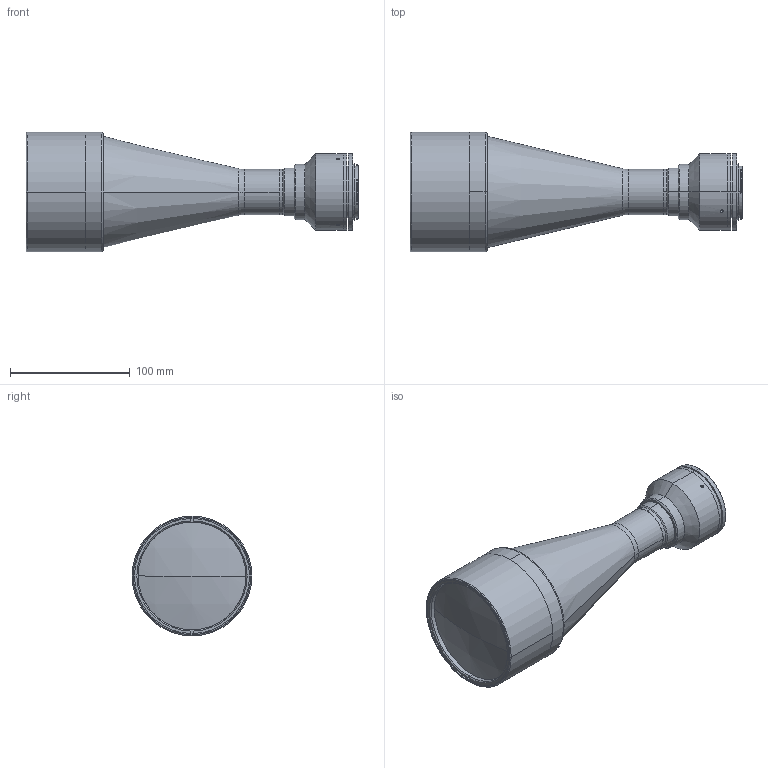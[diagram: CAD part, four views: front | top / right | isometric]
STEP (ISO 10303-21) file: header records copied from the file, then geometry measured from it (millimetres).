
FILE_DESCRIPTION (( 'STEP AP203' ), '1' );
FILE_NAME ('DP71436_TC4MHR064-F.step', '2021-10-05T09:44:31', ( '' ), ( '' ), 'SwSTEP 2.0', 'SolidWorks 2021', '' );
FILE_SCHEMA (( 'CONFIG_CONTROL_DESIGN' ));
Length unit declared in the file: millimetre
Products named in the file (1): DP71436_TC4MHR064-F
Bounding box: 277.16 x 100 x 100 mm (x, y, z)
Surface area: 93027.1 mm2 (no closed solid volume)
Topology: 0 solids, 13 shells, 122 faces, 347 edges, 239 vertices
Faces by surface type: cylinder 47, plane 45, cone 22, torus 6, sphere 2
Entity records: 4295 total; most frequent: CARTESIAN_POINT 967, DIRECTION 740, ORIENTED_EDGE 574, EDGE_CURVE 347, AXIS2_PLACEMENT_3D 292, VERTEX_POINT 239, CIRCLE 169, LINE 156
